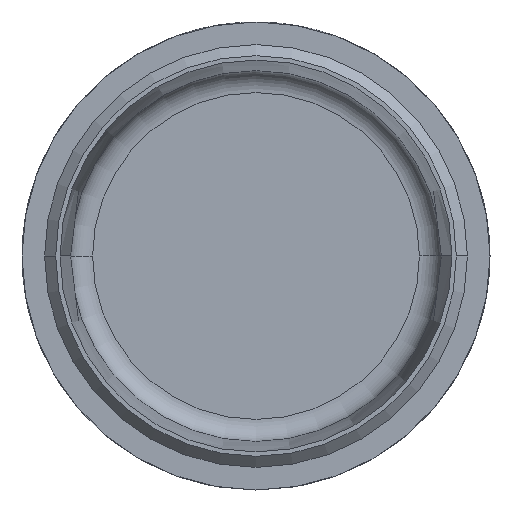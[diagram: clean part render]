
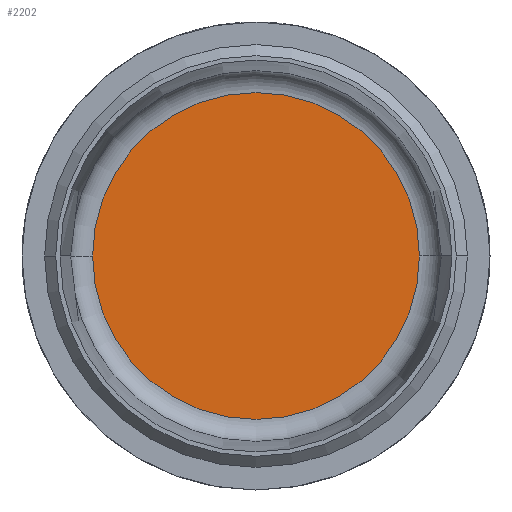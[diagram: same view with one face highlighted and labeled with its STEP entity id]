
A CAD part, left-side view. The second image highlights one B-rep face of the part: STEP entity #2202.
In plain terms, the highlighted face is planar.
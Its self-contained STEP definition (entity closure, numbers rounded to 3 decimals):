
#89 = EDGE_LOOP ( 'NONE', ( #987, #1325 ) ) ;
#371 = DIRECTION ( 'NONE',  ( 1., 0., 0. ) ) ;
#374 = CARTESIAN_POINT ( 'NONE',  ( 27., 0., 0. ) ) ;
#391 = DIRECTION ( 'NONE',  ( 0., -1., 0. ) ) ;
#659 = CARTESIAN_POINT ( 'NONE',  ( 27., 0., 0. ) ) ;
#847 = FACE_OUTER_BOUND ( 'NONE', #89, .T. ) ;
#934 = AXIS2_PLACEMENT_3D ( 'NONE', #1420, #3343, #1716 ) ;
#980 = AXIS2_PLACEMENT_3D ( 'NONE', #374, #2537, #391 ) ;
#987 = ORIENTED_EDGE ( 'NONE', *, *, #2346, .T. ) ;
#1325 = ORIENTED_EDGE ( 'NONE', *, *, #1499, .T. ) ;
#1403 = CARTESIAN_POINT ( 'NONE',  ( 27., 14.804, 0. ) ) ;
#1420 = CARTESIAN_POINT ( 'NONE',  ( 27., 16.702, 0. ) ) ;
#1499 = EDGE_CURVE ( 'NONE', #2095, #2744, #2464, .T. ) ;
#1653 = CIRCLE ( 'NONE', #980, 14.804 ) ;
#1716 = DIRECTION ( 'NONE',  ( 0., -1., 0. ) ) ;
#2095 = VERTEX_POINT ( 'NONE', #1403 ) ;
#2202 = ADVANCED_FACE ( 'NONE', ( #847 ), #2492, .F. ) ;
#2346 = EDGE_CURVE ( 'NONE', #2744, #2095, #1653, .T. ) ;
#2464 = CIRCLE ( 'NONE', #3174, 14.804 ) ;
#2492 = PLANE ( 'NONE',  #934 ) ;
#2537 = DIRECTION ( 'NONE',  ( 1., 0., 0. ) ) ;
#2544 = DIRECTION ( 'NONE',  ( 0., -1., 0. ) ) ;
#2744 = VERTEX_POINT ( 'NONE', #3083 ) ;
#3083 = CARTESIAN_POINT ( 'NONE',  ( 27., -14.804, 0. ) ) ;
#3174 = AXIS2_PLACEMENT_3D ( 'NONE', #659, #371, #2544 ) ;
#3343 = DIRECTION ( 'NONE',  ( -1., 0., 0. ) ) ;
